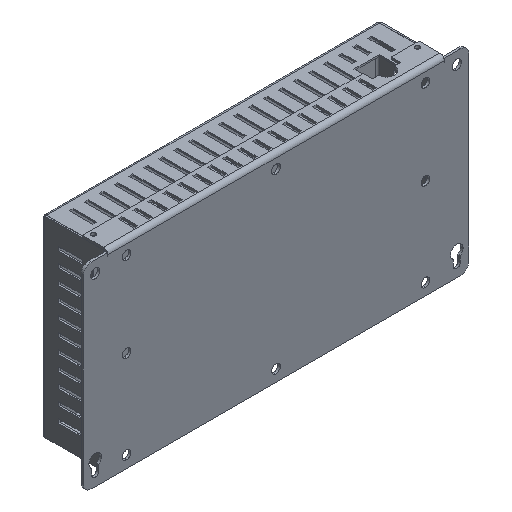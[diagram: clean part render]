
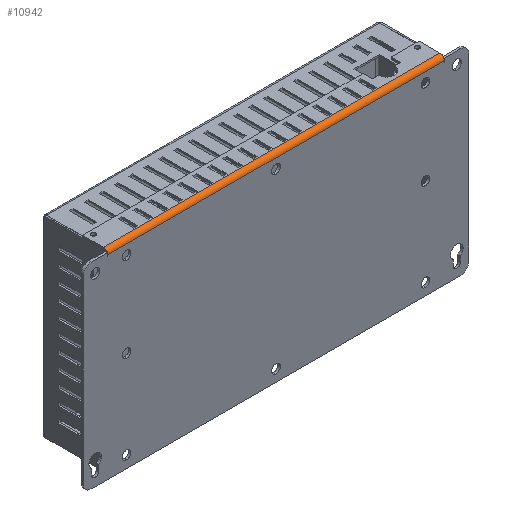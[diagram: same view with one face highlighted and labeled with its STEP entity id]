
A CAD part, isometric view. The second image highlights one B-rep face of the part: STEP entity #10942.
In plain terms, the highlighted cylindrical face has radius 2.8 mm (diameter 5.6 mm), a partial arc.
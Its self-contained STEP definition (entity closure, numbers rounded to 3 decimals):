
#51 = EDGE_CURVE ( 'NONE', #6098, #11143, #2237, .T. ) ;
#545 = AXIS2_PLACEMENT_3D ( 'NONE', #11952, #8725, #988 ) ;
#553 = VERTEX_POINT ( 'NONE', #8823 ) ;
#724 = DIRECTION ( 'NONE',  ( -1., 0., 0. ) ) ;
#773 = AXIS2_PLACEMENT_3D ( 'NONE', #13575, #11459, #9278 ) ;
#988 = DIRECTION ( 'NONE',  ( 0., 0., 1. ) ) ;
#1926 = CYLINDRICAL_SURFACE ( 'NONE', #545, 2.8 ) ;
#2237 = CIRCLE ( 'NONE', #773, 2.8 ) ;
#2695 = CARTESIAN_POINT ( 'NONE',  ( 107., 1.3, 61.2 ) ) ;
#2807 = CARTESIAN_POINT ( 'NONE',  ( 107., -1.5, 61.2 ) ) ;
#2871 = CARTESIAN_POINT ( 'NONE',  ( 107., 1.3, 64. ) ) ;
#3790 = EDGE_CURVE ( 'NONE', #553, #6098, #11305, .T. ) ;
#3931 = AXIS2_PLACEMENT_3D ( 'NONE', #2695, #12527, #13612 ) ;
#4197 = DIRECTION ( 'NONE',  ( 1., 0., 0. ) ) ;
#4501 = VERTEX_POINT ( 'NONE', #2871 ) ;
#5479 = ORIENTED_EDGE ( 'NONE', *, *, #7832, .F. ) ;
#5641 = EDGE_CURVE ( 'NONE', #11143, #4501, #13021, .T. ) ;
#6098 = VERTEX_POINT ( 'NONE', #8319 ) ;
#6372 = CIRCLE ( 'NONE', #3931, 2.8 ) ;
#6949 = VECTOR ( 'NONE', #4197, 1000. ) ;
#7341 = CARTESIAN_POINT ( 'NONE',  ( 80.4, 1.3, 64. ) ) ;
#7832 = EDGE_CURVE ( 'NONE', #4501, #553, #6372, .T. ) ;
#8319 = CARTESIAN_POINT ( 'NONE',  ( -107., -1.5, 61.2 ) ) ;
#8725 = DIRECTION ( 'NONE',  ( 1., 0., 0. ) ) ;
#8744 = CARTESIAN_POINT ( 'NONE',  ( -107., 1.3, 64. ) ) ;
#8823 = CARTESIAN_POINT ( 'NONE',  ( 107., -1.5, 61.2 ) ) ;
#9278 = DIRECTION ( 'NONE',  ( 0., 0., -1. ) ) ;
#10148 = EDGE_LOOP ( 'NONE', ( #12897, #5479, #12693, #10284 ) ) ;
#10284 = ORIENTED_EDGE ( 'NONE', *, *, #51, .F. ) ;
#10302 = VECTOR ( 'NONE', #724, 1000. ) ;
#10942 = ADVANCED_FACE ( 'NONE', ( #11405 ), #1926, .T. ) ;
#11143 = VERTEX_POINT ( 'NONE', #8744 ) ;
#11305 = LINE ( 'NONE', #2807, #10302 ) ;
#11405 = FACE_OUTER_BOUND ( 'NONE', #10148, .T. ) ;
#11459 = DIRECTION ( 'NONE',  ( -1., 0., 0. ) ) ;
#11952 = CARTESIAN_POINT ( 'NONE',  ( 107., 1.3, 61.2 ) ) ;
#12527 = DIRECTION ( 'NONE',  ( 1., 0., 0. ) ) ;
#12693 = ORIENTED_EDGE ( 'NONE', *, *, #5641, .F. ) ;
#12897 = ORIENTED_EDGE ( 'NONE', *, *, #3790, .F. ) ;
#13021 = LINE ( 'NONE', #7341, #6949 ) ;
#13575 = CARTESIAN_POINT ( 'NONE',  ( -107., 1.3, 61.2 ) ) ;
#13612 = DIRECTION ( 'NONE',  ( 0., 0., -1. ) ) ;
